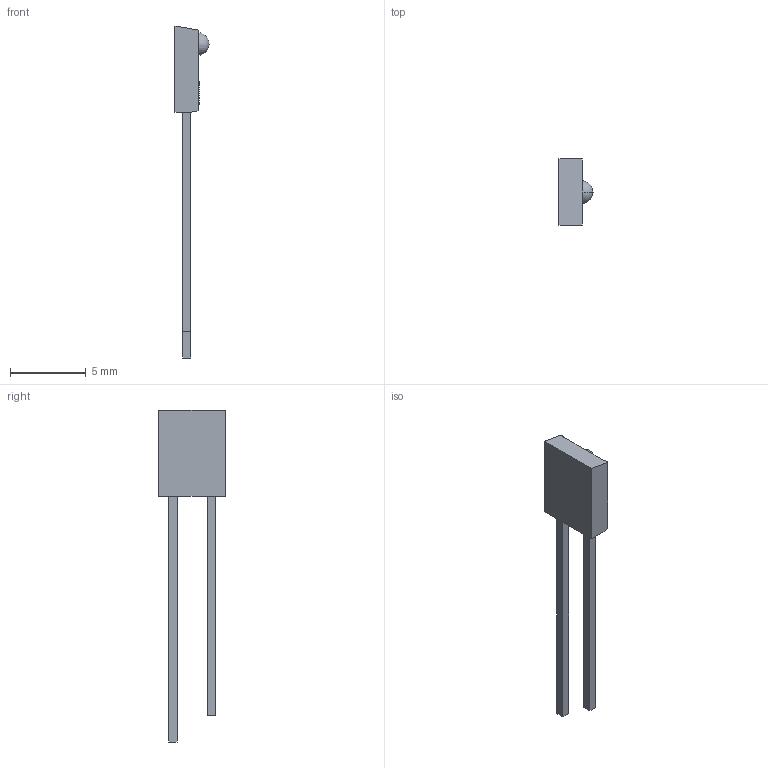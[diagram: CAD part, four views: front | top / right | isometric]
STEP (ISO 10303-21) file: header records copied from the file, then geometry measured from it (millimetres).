
FILE_DESCRIPTION(('FreeCAD Model'),'2;1');
FILE_NAME('Collector_sp.step','2017-09-03T12:56:32',( 'kicad StepUp'),('ksu MCAD'),'Open CASCADE STEP processor 7.1', 'FreeCAD','Unknown');
FILE_SCHEMA(('AUTOMOTIVE_DESIGN { 1 0 10303 214 1 1 1 1 }'));
Length unit declared in the file: millimetre
Products named in the file (1): Collector_sp
Bounding box: 2.25 x 4.4 x 21.94 mm (x, y, z)
Volume: 47.6 mm3; surface area: 149.7 mm2
Topology: 1 solids, 1 shells, 30 faces, 72 edges, 48 vertices
Faces by surface type: plane 27, sphere 2, cylinder 1
Full cylindrical faces by diameter (mm): 1.52 x1
Entity records: 649 total; most frequent: ORIENTED_EDGE 108, CARTESIAN_POINT 94, EDGE_CURVE 72, LINE 67, VERTEX_POINT 48, AXIS2_PLACEMENT_3D 34, FACE_BOUND 34, EDGE_LOOP 34
